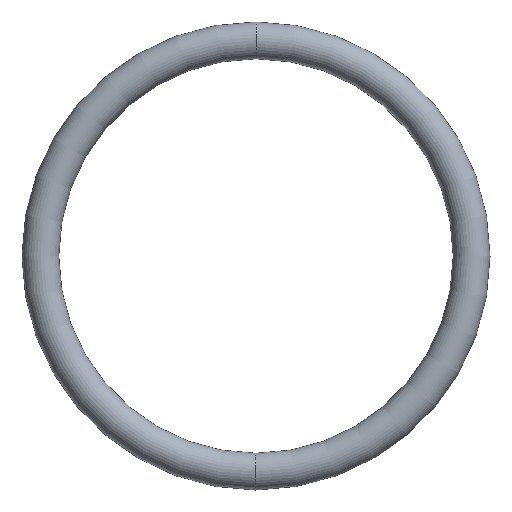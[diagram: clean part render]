
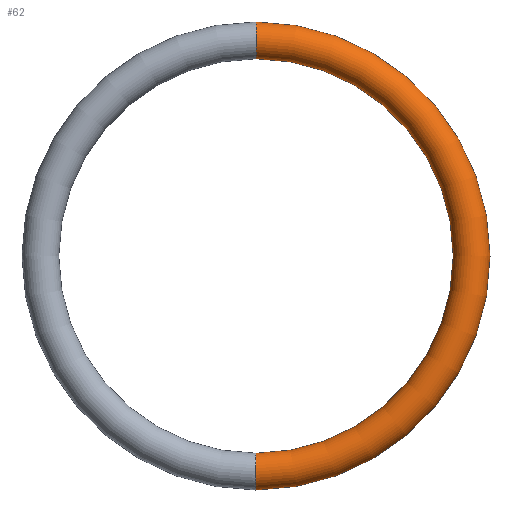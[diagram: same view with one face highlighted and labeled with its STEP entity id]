
A CAD part, left-side view. The second image highlights one B-rep face of the part: STEP entity #62.
In plain terms, the highlighted toroidal (fillet/blend) face has major radius 10.414 mm and minor radius 0.889 mm.
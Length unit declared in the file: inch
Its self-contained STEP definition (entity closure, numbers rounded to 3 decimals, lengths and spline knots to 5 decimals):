
#6 = DIRECTION ( 'NONE',  ( 0., 0., 1. ) ) ;
#7 = DIRECTION ( 'NONE',  ( -1., 0., 0. ) ) ;
#8 = CARTESIAN_POINT ( 'NONE',  ( 0.1, 0., 0. ) ) ;
#9 = AXIS2_PLACEMENT_3D ( 'NONE', #8, #7, #6 ) ;
#10 = CIRCLE ( 'NONE', #9, 0.375 ) ;
#14 = VERTEX_POINT ( 'NONE', #93 ) ;
#16 = EDGE_CURVE ( 'NONE', #109, #14, #10, .T. ) ;
#17 = ORIENTED_EDGE ( 'NONE', *, *, #16, .F. ) ;
#29 = VERTEX_POINT ( 'NONE', #69 ) ;
#34 = CARTESIAN_POINT ( 'NONE',  ( 0.1, 0., -0.445 ) ) ;
#35 = CARTESIAN_POINT ( 'NONE',  ( 0.1, 0., -0.375 ) ) ;
#41 = DIRECTION ( 'NONE',  ( 0., 0., -1. ) ) ;
#42 = DIRECTION ( 'NONE',  ( 0., -1., 0. ) ) ;
#43 = CARTESIAN_POINT ( 'NONE',  ( 0.1, 0., 0.41 ) ) ;
#44 = AXIS2_PLACEMENT_3D ( 'NONE', #43, #42, #41 ) ;
#45 = CIRCLE ( 'NONE', #44, 0.035 ) ;
#51 = DIRECTION ( 'NONE',  ( 0., 0., 1. ) ) ;
#52 = DIRECTION ( 'NONE',  ( -1., 0., 0. ) ) ;
#53 = CARTESIAN_POINT ( 'NONE',  ( 0.1, 0., 0. ) ) ;
#54 = AXIS2_PLACEMENT_3D ( 'NONE', #53, #52, #51 ) ;
#55 = CIRCLE ( 'NONE', #54, 0.445 ) ;
#56 = DIRECTION ( 'NONE',  ( 0., 0., 1. ) ) ;
#57 = DIRECTION ( 'NONE',  ( -1., 0., 0. ) ) ;
#58 = AXIS2_PLACEMENT_3D ( 'NONE', #76, #57, #56 ) ;
#59 = TOROIDAL_SURFACE ( 'NONE', #58, 0.41, 0.035 ) ;
#60 = EDGE_CURVE ( 'NONE', #110, #109, #81, .T. ) ;
#62 = ADVANCED_FACE ( 'NONE', ( #82 ), #59, .T. ) ;
#63 = EDGE_LOOP ( 'NONE', ( #111, #108, #104, #17 ) ) ;
#69 = CARTESIAN_POINT ( 'NONE',  ( 0.1, 0., 0.445 ) ) ;
#76 = CARTESIAN_POINT ( 'NONE',  ( 0.1, 0., 0. ) ) ;
#77 = DIRECTION ( 'NONE',  ( 0., 0., 1. ) ) ;
#78 = DIRECTION ( 'NONE',  ( 0., 1., 0. ) ) ;
#79 = CARTESIAN_POINT ( 'NONE',  ( 0.1, 0., -0.41 ) ) ;
#80 = AXIS2_PLACEMENT_3D ( 'NONE', #79, #78, #77 ) ;
#81 = CIRCLE ( 'NONE', #80, 0.035 ) ;
#82 = FACE_OUTER_BOUND ( 'NONE', #63, .T. ) ;
#93 = CARTESIAN_POINT ( 'NONE',  ( 0.1, 0., 0.375 ) ) ;
#98 = EDGE_CURVE ( 'NONE', #110, #29, #55, .T. ) ;
#100 = EDGE_CURVE ( 'NONE', #29, #14, #45, .T. ) ;
#104 = ORIENTED_EDGE ( 'NONE', *, *, #100, .T. ) ;
#108 = ORIENTED_EDGE ( 'NONE', *, *, #98, .T. ) ;
#109 = VERTEX_POINT ( 'NONE', #35 ) ;
#110 = VERTEX_POINT ( 'NONE', #34 ) ;
#111 = ORIENTED_EDGE ( 'NONE', *, *, #60, .F. ) ;
